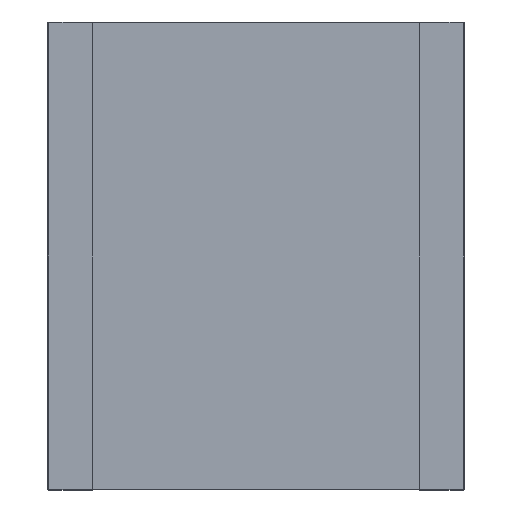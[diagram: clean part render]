
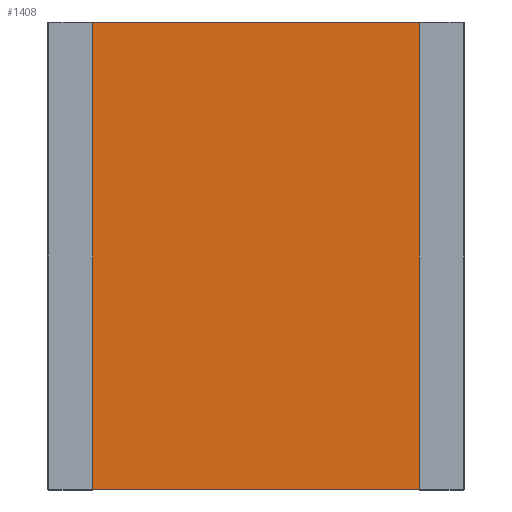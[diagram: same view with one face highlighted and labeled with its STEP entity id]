
A CAD part, front view. The second image highlights one B-rep face of the part: STEP entity #1408.
In plain terms, the highlighted planar face has unit normal (0, -1, 0).
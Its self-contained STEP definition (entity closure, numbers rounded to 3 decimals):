
#20 = AXIS2_PLACEMENT_3D ( 'NONE', #636, #1146, #1027 ) ;
#124 = VERTEX_POINT ( 'NONE', #1412 ) ;
#179 = LINE ( 'NONE', #856, #622 ) ;
#198 = CARTESIAN_POINT ( 'NONE',  ( 2.2, -0.49, 3.14 ) ) ;
#357 = LINE ( 'NONE', #1524, #1369 ) ;
#396 = LINE ( 'NONE', #1204, #829 ) ;
#443 = EDGE_CURVE ( 'NONE', #124, #1635, #179, .T. ) ;
#501 = DIRECTION ( 'NONE',  ( 0., 0., -1. ) ) ;
#576 = DIRECTION ( 'NONE',  ( 0., 0., -1. ) ) ;
#622 = VECTOR ( 'NONE', #576, 1000. ) ;
#636 = CARTESIAN_POINT ( 'NONE',  ( -8.556, -0.49, 3.14 ) ) ;
#687 = DIRECTION ( 'NONE',  ( 1., 0., 0. ) ) ;
#723 = EDGE_CURVE ( 'NONE', #1635, #1025, #396, .T. ) ;
#738 = VERTEX_POINT ( 'NONE', #198 ) ;
#779 = ORIENTED_EDGE ( 'NONE', *, *, #723, .T. ) ;
#823 = ORIENTED_EDGE ( 'NONE', *, *, #1557, .F. ) ;
#829 = VECTOR ( 'NONE', #687, 1000. ) ;
#856 = CARTESIAN_POINT ( 'NONE',  ( -2.2, -0.49, 3.14 ) ) ;
#880 = LINE ( 'NONE', #1654, #1192 ) ;
#990 = ORIENTED_EDGE ( 'NONE', *, *, #1547, .F. ) ;
#1017 = FACE_OUTER_BOUND ( 'NONE', #1336, .T. ) ;
#1018 = DIRECTION ( 'NONE',  ( 1., 0., 0. ) ) ;
#1025 = VERTEX_POINT ( 'NONE', #1187 ) ;
#1027 = DIRECTION ( 'NONE',  ( 0., 0., -1. ) ) ;
#1030 = CARTESIAN_POINT ( 'NONE',  ( -2.2, -0.49, -3.14 ) ) ;
#1043 = PLANE ( 'NONE',  #20 ) ;
#1146 = DIRECTION ( 'NONE',  ( 0., -1., 0. ) ) ;
#1152 = ORIENTED_EDGE ( 'NONE', *, *, #443, .T. ) ;
#1187 = CARTESIAN_POINT ( 'NONE',  ( 2.2, -0.49, -3.14 ) ) ;
#1192 = VECTOR ( 'NONE', #1018, 1000. ) ;
#1204 = CARTESIAN_POINT ( 'NONE',  ( -8.556, -0.49, -3.14 ) ) ;
#1336 = EDGE_LOOP ( 'NONE', ( #823, #1152, #779, #990 ) ) ;
#1369 = VECTOR ( 'NONE', #501, 1000. ) ;
#1408 = ADVANCED_FACE ( 'NONE', ( #1017 ), #1043, .T. ) ;
#1412 = CARTESIAN_POINT ( 'NONE',  ( -2.2, -0.49, 3.14 ) ) ;
#1524 = CARTESIAN_POINT ( 'NONE',  ( 2.2, -0.49, 3.14 ) ) ;
#1547 = EDGE_CURVE ( 'NONE', #738, #1025, #357, .T. ) ;
#1557 = EDGE_CURVE ( 'NONE', #124, #738, #880, .T. ) ;
#1635 = VERTEX_POINT ( 'NONE', #1030 ) ;
#1654 = CARTESIAN_POINT ( 'NONE',  ( -8.556, -0.49, 3.14 ) ) ;
